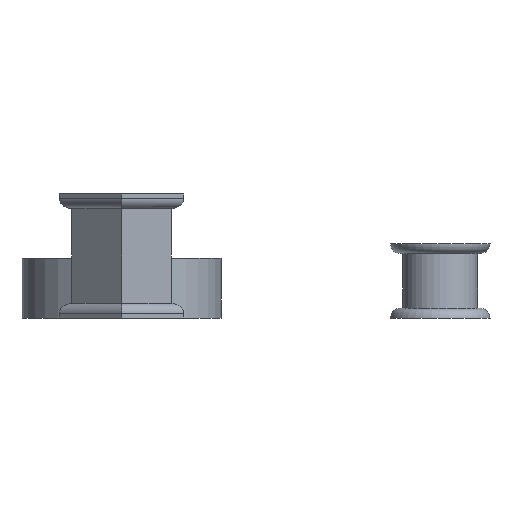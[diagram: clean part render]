
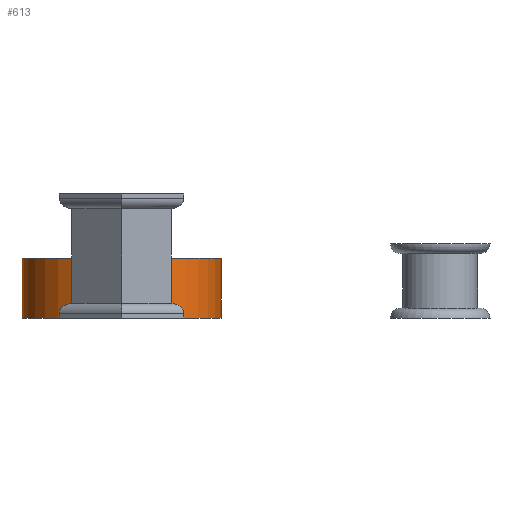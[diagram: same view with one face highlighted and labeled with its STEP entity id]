
A CAD part, left-side view. The second image highlights one B-rep face of the part: STEP entity #613.
In plain terms, the highlighted cylindrical face has radius 20 mm (diameter 40 mm), a full revolution.
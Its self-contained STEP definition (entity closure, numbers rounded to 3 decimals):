
#97=LINE('',#1047,#139);
#139=VECTOR('',#840,20.);
#181=CYLINDRICAL_SURFACE('',#719,20.);
#199=FACE_OUTER_BOUND('',#240,.T.);
#240=EDGE_LOOP('',(#471,#472,#473,#474));
#289=CIRCLE('',#720,20.);
#290=CIRCLE('',#721,20.);
#318=VERTEX_POINT('',#1044);
#319=VERTEX_POINT('',#1046);
#375=EDGE_CURVE('',#318,#318,#289,.T.);
#376=EDGE_CURVE('',#318,#319,#97,.T.);
#377=EDGE_CURVE('',#319,#319,#290,.T.);
#471=ORIENTED_EDGE('',*,*,#375,.F.);
#472=ORIENTED_EDGE('',*,*,#376,.T.);
#473=ORIENTED_EDGE('',*,*,#377,.T.);
#474=ORIENTED_EDGE('',*,*,#376,.F.);
#613=ADVANCED_FACE('',(#199),#181,.T.);
#719=AXIS2_PLACEMENT_3D('',#1043,#836,#837);
#720=AXIS2_PLACEMENT_3D('',#1045,#838,#839);
#721=AXIS2_PLACEMENT_3D('',#1048,#841,#842);
#836=DIRECTION('center_axis',(0.,0.,1.));
#837=DIRECTION('ref_axis',(1.,0.,0.));
#838=DIRECTION('center_axis',(0.,0.,1.));
#839=DIRECTION('ref_axis',(1.,0.,0.));
#840=DIRECTION('',(0.,0.,-1.));
#841=DIRECTION('center_axis',(0.,0.,1.));
#842=DIRECTION('ref_axis',(1.,0.,0.));
#1043=CARTESIAN_POINT('Origin',(90.,0.,0.));
#1044=CARTESIAN_POINT('',(70.,0.,12.));
#1045=CARTESIAN_POINT('Origin',(90.,0.,12.));
#1046=CARTESIAN_POINT('',(70.,0.,0.));
#1047=CARTESIAN_POINT('',(70.,0.,0.));
#1048=CARTESIAN_POINT('Origin',(90.,0.,0.));
